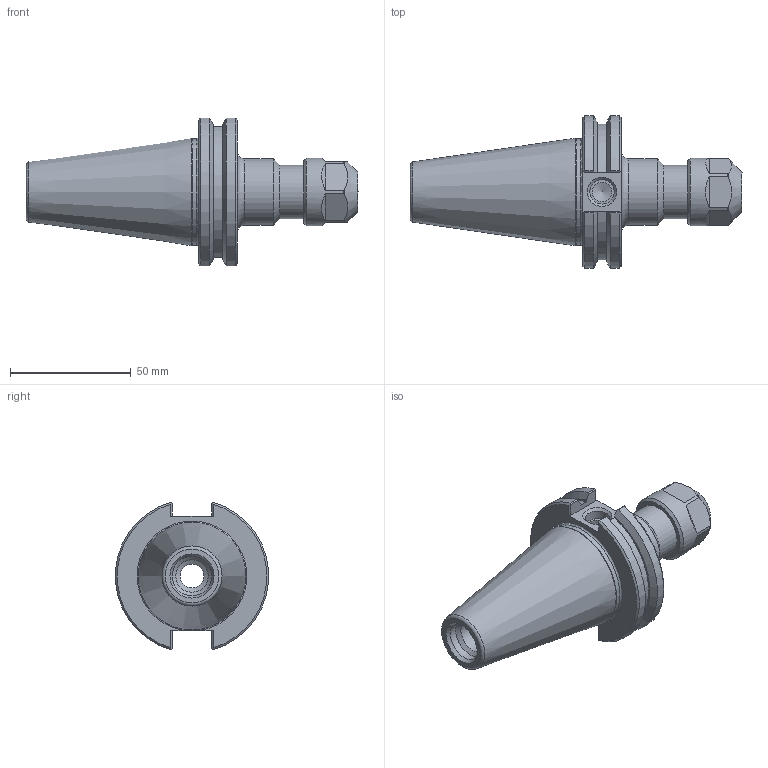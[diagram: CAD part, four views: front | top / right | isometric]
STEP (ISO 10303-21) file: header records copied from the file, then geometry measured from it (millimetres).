
FILE_DESCRIPTION((''),'2;1');
FILE_NAME('C40-16ER272CN.stp','2014-07-23T15:48:27',('kaykin'),(''),'Autodesk Inventor 2012','Autodesk Inventor 2012','');
FILE_SCHEMA(('AUTOMOTIVE_DESIGN { 1 0 10303 214 1 1 1 1 }'));
Length unit declared in the file: inch
Products named in the file (3): C40-16ER272CN; C40-16ER262-1; 16ERHCN
Assembly tree (2 placements, depth 2):
  C40-16ER272CN
    C40-16ER262-1
    16ERHCN
Bounding box: 137.35 x 63.26 x 61.05 mm (x, y, z)
Volume: 120680.5 mm3; surface area: 27489.7 mm2
Topology: 2 solids, 2 shells, 104 faces, 265 edges, 170 vertices
Faces by surface type: plane 49, cone 24, cylinder 21, torus 10
Full cylindrical faces by diameter (mm): 8 x1, 9.728 x1, 10.046 x1, 11.176 x1, 11.5 x1, 13.386 x1, 16.459 x1, 16.8 x1, 20.5 x1, 22 x1, 23 x1, 27.432 x1, 28 x1, 43.942 x1
Entity records: 3131 total; most frequent: CARTESIAN_POINT 688, DIRECTION 473, ORIENTED_EDGE 446, EDGE_CURVE 223, AXIS2_PLACEMENT_3D 192, VERTEX_POINT 162, EDGE_LOOP 147, FACE_OUTER_BOUND 104
